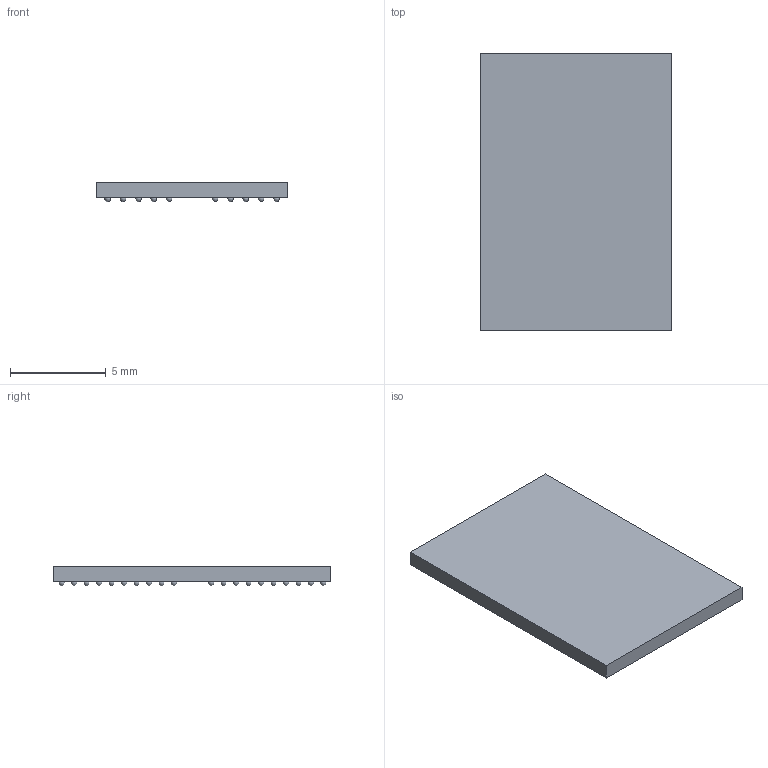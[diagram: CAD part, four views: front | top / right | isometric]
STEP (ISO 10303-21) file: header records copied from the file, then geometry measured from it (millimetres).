
FILE_DESCRIPTION(('FreeCAD Model'),'2;1');
FILE_NAME('Open CASCADE Shape Model','2021-06-17T14:55:14',('Author'),( ''),'Open CASCADE STEP processor 7.4','FreeCAD','Unknown');
FILE_SCHEMA(('AUTOMOTIVE_DESIGN { 1 0 10303 214 1 1 1 1 }'));
Length unit declared in the file: millimetre
Products named in the file (1): union
Bounding box: 10 x 14.5 x 1.02 mm (x, y, z)
Volume: 118.3 mm3; surface area: 359.6 mm2
Topology: 1 solids, 1 shells, 206 faces, 612 edges, 408 vertices
Faces by surface type: sphere 200, plane 6
Entity records: 6221 total; most frequent: DIRECTION 1226, CARTESIAN_POINT 1027, ORIENTED_EDGE 824, AXIS2_PLACEMENT_3D 607, EDGE_CURVE 412, VERTEX_POINT 408, FACE_BOUND 406, EDGE_LOOP 406
